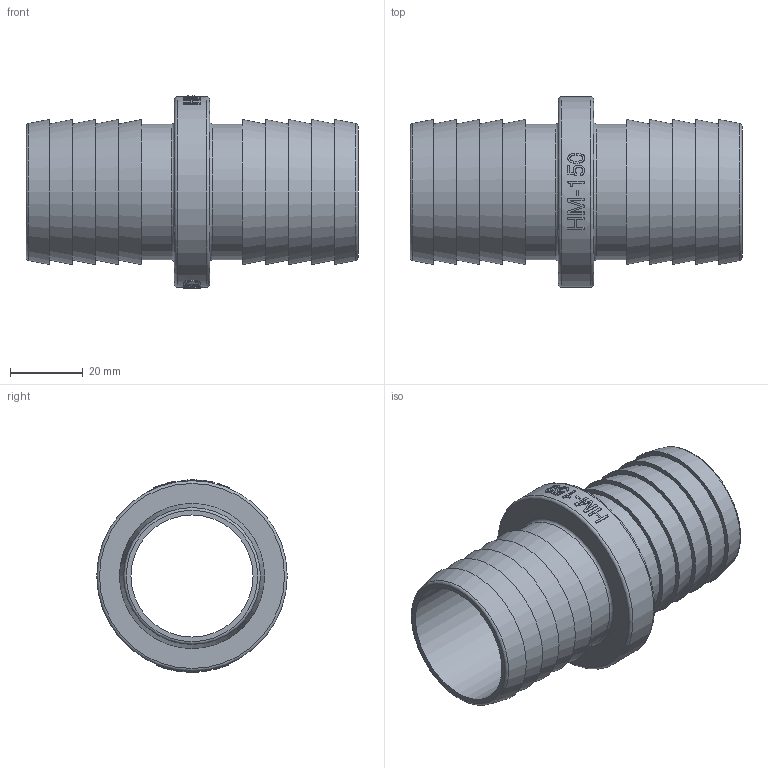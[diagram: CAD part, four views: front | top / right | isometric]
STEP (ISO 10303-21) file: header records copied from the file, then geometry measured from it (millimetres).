
FILE_DESCRIPTION(/* description */ ('1 1/2" HOSE MENDER'),/* implementation_level */ '2;1');
FILE_NAME(/* name */ 'HM150.stp',/* time_stamp */ '2013-11-15T10:52:51-05:00',/* author */ ('DCerny'),/* organization */ (''),/* preprocessor_version */ 'ST-DEVELOPER v15.2',/* originating_system */ 'Autodesk Inventor 2014',/* authorisation */ '');
FILE_SCHEMA (('AUTOMOTIVE_DESIGN { 1 0 10303 214 3 1 1 }'));
Length unit declared in the file: inch
Products named in the file (1): HM150
Bounding box: 91.19 x 52.32 x 52.81 mm (x, y, z)
Volume: 34347.1 mm3; surface area: 25065.5 mm2
Topology: 1 solids, 1 shells, 178 faces, 438 edges, 290 vertices
Faces by surface type: plane 78, bspline 64, cylinder 20, cone 10, torus 6
Full cylindrical faces by diameter (mm): 33.528 x1, 37.338 x2, 52.324 x1
Entity records: 14379 total; most frequent: CARTESIAN_POINT 10691, ORIENTED_EDGE 836, DIRECTION 539, EDGE_CURVE 418, VERTEX_POINT 290, EDGE_LOOP 228, AXIS2_PLACEMENT_3D 191, B_SPLINE_CURVE_WITH_KNOTS 185
